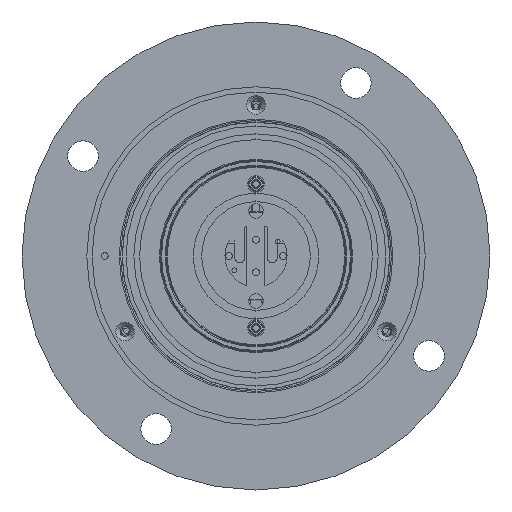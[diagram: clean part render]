
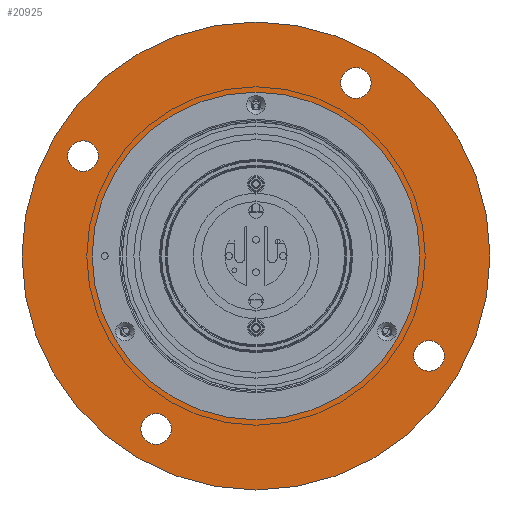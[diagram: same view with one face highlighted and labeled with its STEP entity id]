
A CAD part, front view. The second image highlights one B-rep face of the part: STEP entity #20925.
In plain terms, the highlighted planar face has unit normal (0, -1, 0).
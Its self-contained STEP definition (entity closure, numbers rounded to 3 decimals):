
#403 = FACE_BOUND ( 'NONE', #52373, .T. ) ;
#983 = EDGE_LOOP ( 'NONE', ( #10453, #52485 ) ) ;
#1358 = EDGE_CURVE ( 'NONE', #5222, #14012, #40133, .T. ) ;
#1919 = AXIS2_PLACEMENT_3D ( 'NONE', #35712, #4973, #17965 ) ;
#2172 = CARTESIAN_POINT ( 'NONE',  ( -103.49, -20., 59.75 ) ) ;
#2456 = EDGE_CURVE ( 'NONE', #43944, #50029, #45677, .T. ) ;
#2513 = EDGE_CURVE ( 'NONE', #48253, #19418, #5980, .T. ) ;
#2516 = EDGE_CURVE ( 'NONE', #14266, #17687, #46549, .T. ) ;
#2984 = CIRCLE ( 'NONE', #9890, 8.5 ) ;
#3079 = EDGE_CURVE ( 'NONE', #19418, #48253, #40586, .T. ) ;
#3552 = EDGE_CURVE ( 'NONE', #10587, #14700, #2984, .T. ) ;
#3843 = DIRECTION ( 'NONE',  ( 0., 1., 0. ) ) ;
#4302 = DIRECTION ( 'NONE',  ( 0.866, 0., -0.5 ) ) ;
#4838 = DIRECTION ( 'NONE',  ( 0., 1., 0. ) ) ;
#4973 = DIRECTION ( 'NONE',  ( 0., 1., 0. ) ) ;
#5222 = VERTEX_POINT ( 'NONE', #28821 ) ;
#5623 = EDGE_LOOP ( 'NONE', ( #34389, #34501 ) ) ;
#5980 = CIRCLE ( 'NONE', #36184, 8.5 ) ;
#6590 = CARTESIAN_POINT ( 'NONE',  ( -48.139, -20., -100.379 ) ) ;
#6998 = AXIS2_PLACEMENT_3D ( 'NONE', #25435, #4838, #21630 ) ;
#7385 = DIRECTION ( 'NONE',  ( 0., -1., 0. ) ) ;
#7978 = FACE_BOUND ( 'NONE', #36301, .T. ) ;
#8247 = FACE_BOUND ( 'NONE', #18115, .T. ) ;
#8673 = DIRECTION ( 'NONE',  ( 0.866, 0., -0.5 ) ) ;
#9401 = DIRECTION ( 'NONE',  ( 0.866, 0., -0.5 ) ) ;
#9422 = AXIS2_PLACEMENT_3D ( 'NONE', #42413, #16751, #13209 ) ;
#9890 = AXIS2_PLACEMENT_3D ( 'NONE', #15952, #20287, #4302 ) ;
#10453 = ORIENTED_EDGE ( 'NONE', *, *, #53071, .T. ) ;
#10463 = CIRCLE ( 'NONE', #6998, 8.5 ) ;
#10587 = VERTEX_POINT ( 'NONE', #52504 ) ;
#11693 = CARTESIAN_POINT ( 'NONE',  ( 0., -20., 0. ) ) ;
#11832 = EDGE_CURVE ( 'NONE', #50029, #43944, #36776, .T. ) ;
#13209 = DIRECTION ( 'NONE',  ( 0.866, 0., -0.5 ) ) ;
#13679 = CARTESIAN_POINT ( 'NONE',  ( 78.808, -20., -45.5 ) ) ;
#14012 = VERTEX_POINT ( 'NONE', #49992 ) ;
#14079 = CIRCLE ( 'NONE', #26172, 130. ) ;
#14266 = VERTEX_POINT ( 'NONE', #36153 ) ;
#14697 = DIRECTION ( 'NONE',  ( 0., 1., 0. ) ) ;
#14700 = VERTEX_POINT ( 'NONE', #2172 ) ;
#15717 = EDGE_CURVE ( 'NONE', #17687, #14266, #49403, .T. ) ;
#15952 = CARTESIAN_POINT ( 'NONE',  ( -96.129, -20., 55.5 ) ) ;
#16751 = DIRECTION ( 'NONE',  ( 0., -1., 0. ) ) ;
#16846 = AXIS2_PLACEMENT_3D ( 'NONE', #25075, #37211, #28859 ) ;
#16906 = PLANE ( 'NONE',  #19404 ) ;
#17084 = DIRECTION ( 'NONE',  ( 0., 1., 0. ) ) ;
#17288 = DIRECTION ( 'NONE',  ( 0., 1., 0. ) ) ;
#17687 = VERTEX_POINT ( 'NONE', #30757 ) ;
#17958 = DIRECTION ( 'NONE',  ( 0.866, 0., -0.5 ) ) ;
#17965 = DIRECTION ( 'NONE',  ( 0.866, 0., -0.5 ) ) ;
#18115 = EDGE_LOOP ( 'NONE', ( #45421, #25528 ) ) ;
#19258 = CIRCLE ( 'NONE', #33062, 8.5 ) ;
#19404 = AXIS2_PLACEMENT_3D ( 'NONE', #53409, #28561, #36647 ) ;
#19418 = VERTEX_POINT ( 'NONE', #6590 ) ;
#20287 = DIRECTION ( 'NONE',  ( 0., 1., 0. ) ) ;
#20441 = FACE_BOUND ( 'NONE', #42342, .T. ) ;
#20925 = ADVANCED_FACE ( 'NONE', ( #403, #28832, #7978, #37182, #8247, #20441 ), #16906, .T. ) ;
#21630 = DIRECTION ( 'NONE',  ( 0.866, 0., -0.5 ) ) ;
#22284 = ORIENTED_EDGE ( 'NONE', *, *, #2513, .T. ) ;
#24904 = VERTEX_POINT ( 'NONE', #51284 ) ;
#25075 = CARTESIAN_POINT ( 'NONE',  ( 0., -20., 0. ) ) ;
#25435 = CARTESIAN_POINT ( 'NONE',  ( 55.5, -20., 96.129 ) ) ;
#25528 = ORIENTED_EDGE ( 'NONE', *, *, #15717, .T. ) ;
#26172 = AXIS2_PLACEMENT_3D ( 'NONE', #11693, #7385, #52275 ) ;
#28561 = DIRECTION ( 'NONE',  ( 0., -1., 0. ) ) ;
#28821 = CARTESIAN_POINT ( 'NONE',  ( -112.583, -20., 65. ) ) ;
#28832 = FACE_OUTER_BOUND ( 'NONE', #5623, .T. ) ;
#28859 = DIRECTION ( 'NONE',  ( 0.866, 0., -0.5 ) ) ;
#28944 = CARTESIAN_POINT ( 'NONE',  ( 62.861, -20., 91.879 ) ) ;
#29020 = ORIENTED_EDGE ( 'NONE', *, *, #11832, .F. ) ;
#29262 = CARTESIAN_POINT ( 'NONE',  ( -96.129, -20., 55.5 ) ) ;
#29589 = DIRECTION ( 'NONE',  ( 0., -1., 0. ) ) ;
#29683 = ORIENTED_EDGE ( 'NONE', *, *, #3552, .T. ) ;
#29797 = CARTESIAN_POINT ( 'NONE',  ( -78.808, -20., 45.5 ) ) ;
#29991 = CARTESIAN_POINT ( 'NONE',  ( -55.5, -20., -96.129 ) ) ;
#30757 = CARTESIAN_POINT ( 'NONE',  ( 88.768, -20., -51.25 ) ) ;
#31567 = CIRCLE ( 'NONE', #41927, 8.5 ) ;
#31591 = ORIENTED_EDGE ( 'NONE', *, *, #3079, .T. ) ;
#31894 = CARTESIAN_POINT ( 'NONE',  ( -62.861, -20., -91.879 ) ) ;
#33062 = AXIS2_PLACEMENT_3D ( 'NONE', #33902, #14697, #17958 ) ;
#33902 = CARTESIAN_POINT ( 'NONE',  ( 55.5, -20., 96.129 ) ) ;
#34184 = AXIS2_PLACEMENT_3D ( 'NONE', #49050, #29589, #34421 ) ;
#34389 = ORIENTED_EDGE ( 'NONE', *, *, #46463, .T. ) ;
#34421 = DIRECTION ( 'NONE',  ( 0.866, 0., -0.5 ) ) ;
#34501 = ORIENTED_EDGE ( 'NONE', *, *, #1358, .T. ) ;
#35712 = CARTESIAN_POINT ( 'NONE',  ( 96.129, -20., -55.5 ) ) ;
#36153 = CARTESIAN_POINT ( 'NONE',  ( 103.49, -20., -59.75 ) ) ;
#36184 = AXIS2_PLACEMENT_3D ( 'NONE', #29991, #46445, #9401 ) ;
#36301 = EDGE_LOOP ( 'NONE', ( #29683, #42591 ) ) ;
#36647 = DIRECTION ( 'NONE',  ( 0.866, 0., -0.5 ) ) ;
#36705 = VERTEX_POINT ( 'NONE', #28944 ) ;
#36776 = CIRCLE ( 'NONE', #34184, 91. ) ;
#37182 = FACE_BOUND ( 'NONE', #983, .T. ) ;
#37211 = DIRECTION ( 'NONE',  ( 0., -1., 0. ) ) ;
#40133 = CIRCLE ( 'NONE', #16846, 130. ) ;
#40586 = CIRCLE ( 'NONE', #45795, 8.5 ) ;
#41205 = ORIENTED_EDGE ( 'NONE', *, *, #2456, .F. ) ;
#41336 = DIRECTION ( 'NONE',  ( 0.866, 0., -0.5 ) ) ;
#41927 = AXIS2_PLACEMENT_3D ( 'NONE', #29262, #17084, #8673 ) ;
#42342 = EDGE_LOOP ( 'NONE', ( #31591, #22284 ) ) ;
#42413 = CARTESIAN_POINT ( 'NONE',  ( 0., -20., 0. ) ) ;
#42591 = ORIENTED_EDGE ( 'NONE', *, *, #49051, .T. ) ;
#43944 = VERTEX_POINT ( 'NONE', #29797 ) ;
#45090 = EDGE_CURVE ( 'NONE', #24904, #36705, #19258, .T. ) ;
#45211 = CARTESIAN_POINT ( 'NONE',  ( -55.5, -20., -96.129 ) ) ;
#45421 = ORIENTED_EDGE ( 'NONE', *, *, #2516, .T. ) ;
#45677 = CIRCLE ( 'NONE', #9422, 91. ) ;
#45795 = AXIS2_PLACEMENT_3D ( 'NONE', #45211, #3843, #49260 ) ;
#46445 = DIRECTION ( 'NONE',  ( 0., 1., 0. ) ) ;
#46463 = EDGE_CURVE ( 'NONE', #14012, #5222, #14079, .T. ) ;
#46549 = CIRCLE ( 'NONE', #53473, 8.5 ) ;
#48253 = VERTEX_POINT ( 'NONE', #31894 ) ;
#49050 = CARTESIAN_POINT ( 'NONE',  ( 0., -20., 0. ) ) ;
#49051 = EDGE_CURVE ( 'NONE', #14700, #10587, #31567, .T. ) ;
#49260 = DIRECTION ( 'NONE',  ( 0.866, 0., -0.5 ) ) ;
#49403 = CIRCLE ( 'NONE', #1919, 8.5 ) ;
#49991 = CARTESIAN_POINT ( 'NONE',  ( 96.129, -20., -55.5 ) ) ;
#49992 = CARTESIAN_POINT ( 'NONE',  ( 112.583, -20., -65. ) ) ;
#50029 = VERTEX_POINT ( 'NONE', #13679 ) ;
#51284 = CARTESIAN_POINT ( 'NONE',  ( 48.139, -20., 100.379 ) ) ;
#52275 = DIRECTION ( 'NONE',  ( 0.866, 0., -0.5 ) ) ;
#52373 = EDGE_LOOP ( 'NONE', ( #29020, #41205 ) ) ;
#52485 = ORIENTED_EDGE ( 'NONE', *, *, #45090, .T. ) ;
#52504 = CARTESIAN_POINT ( 'NONE',  ( -88.768, -20., 51.25 ) ) ;
#53071 = EDGE_CURVE ( 'NONE', #36705, #24904, #10463, .T. ) ;
#53409 = CARTESIAN_POINT ( 'NONE',  ( 0., -20., 0. ) ) ;
#53473 = AXIS2_PLACEMENT_3D ( 'NONE', #49991, #17288, #41336 ) ;
